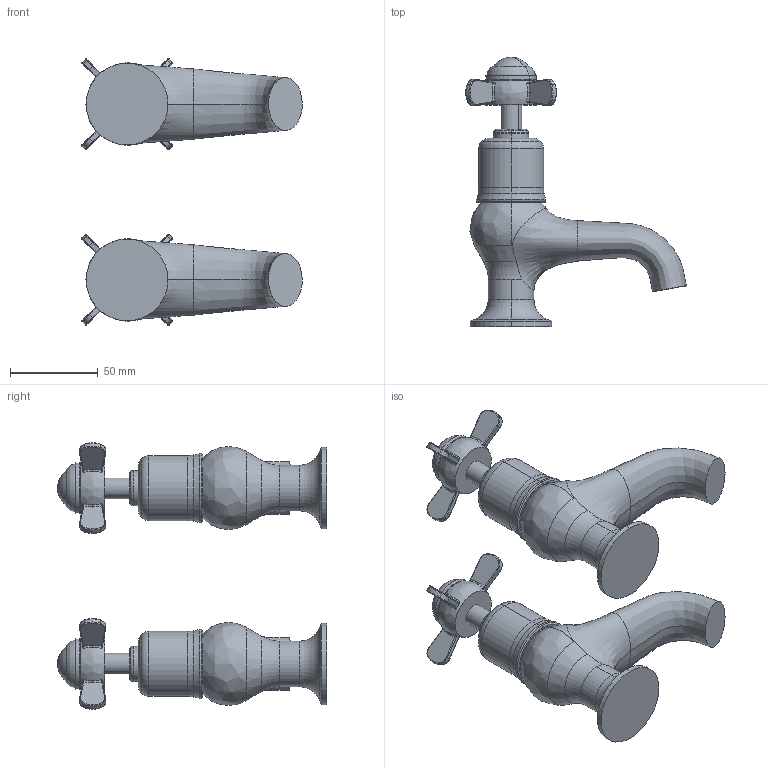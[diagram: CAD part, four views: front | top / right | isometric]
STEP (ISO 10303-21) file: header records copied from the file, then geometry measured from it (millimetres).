
FILE_DESCRIPTION((''),'2;1');
FILE_NAME('98015_ASM','2018-08-12T',('MQ'),(''),'PRO/ENGINEER BY PARAMETRIC TECHNOLOGY CORPORATION, 2012130','PRO/ENGINEER BY PARAMETRIC TECHNOLOGY CORPORATION, 2012130','');
FILE_SCHEMA(('CONFIG_CONTROL_DESIGN'));
Products named in the file (10): MANIFOLD_SOLID_BREP_406; MANIFOLD_SOLID_BREP_410; MANIFOLD_SOLID_BREP_411; MANIFOLD_SOLID_BREP_412; ADMI2EE448QR_ASM; ACCROSSHANDLE-04; ACCROSSHANDLE-03; ACC-05; ACCROSSHANDLE_ASM; 98015_ASM
Assembly tree (10 placements, depth 3):
  98015_ASM
    ADMI2EE448QR_ASM
      MANIFOLD_SOLID_BREP_406
      MANIFOLD_SOLID_BREP_410
      MANIFOLD_SOLID_BREP_411
      MANIFOLD_SOLID_BREP_412
    ACCROSSHANDLE_ASM  x2
      ACCROSSHANDLE-04
      ACCROSSHANDLE-03
      ACC-05
Bounding box: 125.38 x 153 x 151.56 mm (x, y, z)
Volume: 324172 mm3; surface area: 75161.5 mm2
Topology: 10 solids, 10 shells, 368 faces, 834 edges, 498 vertices
Faces by surface type: cylinder 104, torus 98, bspline 80, plane 64, cone 18, sphere 4
Entity records: 15649 total; most frequent: CARTESIAN_POINT 10103, DIRECTION 1196, ORIENTED_EDGE 1096, EDGE_CURVE 548, AXIS2_PLACEMENT_3D 544, VERTEX_POINT 327, CIRCLE 316, EDGE_LOOP 263
